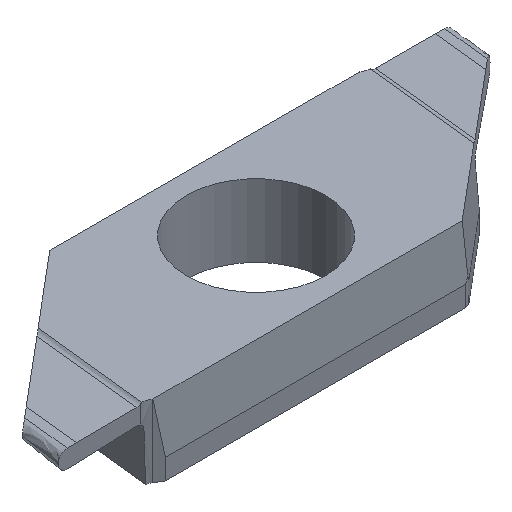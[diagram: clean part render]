
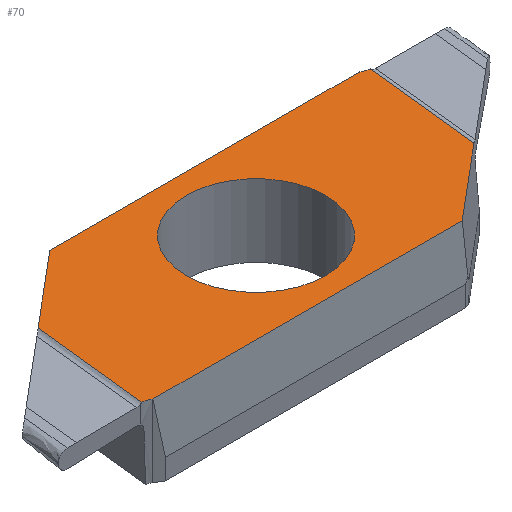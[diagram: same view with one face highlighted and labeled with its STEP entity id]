
A CAD part, isometric view. The second image highlights one B-rep face of the part: STEP entity #70.
In plain terms, the highlighted planar face has unit normal (0, 0, 1).
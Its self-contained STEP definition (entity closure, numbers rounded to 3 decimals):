
#54=FACE_BOUND('',#169,.T.);
#55=FACE_BOUND('',#170,.T.);
#61=CIRCLE('',#836,3.052);
#70=ADVANCED_FACE('',(#54,#55),#108,.T.);
#108=PLANE('',#837);
#169=EDGE_LOOP('',(#236,#237,#238,#239,#240,#241,#242,#243,#244,#245));
#170=EDGE_LOOP('',(#246));
#236=ORIENTED_EDGE('',*,*,#532,.T.);
#237=ORIENTED_EDGE('',*,*,#533,.T.);
#238=ORIENTED_EDGE('',*,*,#534,.T.);
#239=ORIENTED_EDGE('',*,*,#535,.F.);
#240=ORIENTED_EDGE('',*,*,#536,.T.);
#241=ORIENTED_EDGE('',*,*,#537,.T.);
#242=ORIENTED_EDGE('',*,*,#528,.F.);
#243=ORIENTED_EDGE('',*,*,#538,.F.);
#244=ORIENTED_EDGE('',*,*,#539,.F.);
#245=ORIENTED_EDGE('',*,*,#540,.T.);
#246=ORIENTED_EDGE('',*,*,#541,.T.);
#452=VERTEX_POINT('',#1289);
#453=VERTEX_POINT('',#1291);
#454=VERTEX_POINT('',#1298);
#455=VERTEX_POINT('',#1299);
#456=VERTEX_POINT('',#1301);
#457=VERTEX_POINT('',#1303);
#458=VERTEX_POINT('',#1305);
#459=VERTEX_POINT('',#1313);
#460=VERTEX_POINT('',#1316);
#461=VERTEX_POINT('',#1318);
#462=VERTEX_POINT('',#1327);
#528=EDGE_CURVE('',#452,#453,#629,.T.);
#532=EDGE_CURVE('',#454,#455,#633,.T.);
#533=EDGE_CURVE('',#455,#456,#634,.T.);
#534=EDGE_CURVE('',#456,#457,#635,.T.);
#535=EDGE_CURVE('',#458,#457,#636,.T.);
#536=EDGE_CURVE('',#458,#459,#772,.T.);
#537=EDGE_CURVE('',#459,#453,#637,.T.);
#538=EDGE_CURVE('',#460,#452,#638,.T.);
#539=EDGE_CURVE('',#461,#460,#639,.T.);
#540=EDGE_CURVE('',#461,#454,#773,.T.);
#541=EDGE_CURVE('',#462,#462,#61,.T.);
#629=LINE('',#1290,#700);
#633=LINE('',#1297,#704);
#634=LINE('',#1300,#705);
#635=LINE('',#1302,#706);
#636=LINE('',#1304,#707);
#637=LINE('',#1314,#708);
#638=LINE('',#1315,#709);
#639=LINE('',#1317,#710);
#700=VECTOR('',#903,1.);
#704=VECTOR('',#911,1.);
#705=VECTOR('',#912,1.);
#706=VECTOR('',#913,1.);
#707=VECTOR('',#914,1.);
#708=VECTOR('',#915,1.);
#709=VECTOR('',#916,1.);
#710=VECTOR('',#917,1.);
#772=B_SPLINE_CURVE_WITH_KNOTS('',3,(#1306,#1307,#1308,#1309,#1310,#1311,
#1312),.UNSPECIFIED.,.F.,.F.,(4,3,4),(0.,0.581,1.),
 .UNSPECIFIED.);
#773=B_SPLINE_CURVE_WITH_KNOTS('',3,(#1319,#1320,#1321,#1322,#1323,#1324,
#1325),.UNSPECIFIED.,.F.,.F.,(4,3,4),(0.,0.581,1.),
 .UNSPECIFIED.);
#836=AXIS2_PLACEMENT_3D('',#1326,#918,#919);
#837=AXIS2_PLACEMENT_3D('',#1328,#920,#921);
#903=DIRECTION('',(1.,0.,0.));
#911=DIRECTION('',(0.866,-0.5,0.));
#912=DIRECTION('',(1.,0.,0.));
#913=DIRECTION('',(0.766,0.643,0.));
#914=DIRECTION('',(-0.105,-0.995,0.));
#915=DIRECTION('',(-0.866,0.5,0.));
#916=DIRECTION('',(0.766,0.643,0.));
#917=DIRECTION('',(0.105,0.995,0.));
#918=DIRECTION('',(0.,0.,-1.));
#919=DIRECTION('',(0.,-1.,0.));
#920=DIRECTION('',(0.,0.,1.));
#921=DIRECTION('',(0.,-1.,0.));
#1289=CARTESIAN_POINT('',(-5.094,3.95,0.));
#1290=CARTESIAN_POINT('',(-12.8,3.95,0.));
#1291=CARTESIAN_POINT('',(8.468,3.95,0.));
#1297=CARTESIAN_POINT('',(4.068,-11.183,0.));
#1298=CARTESIAN_POINT('',(-8.493,-3.936,0.));
#1299=CARTESIAN_POINT('',(-8.468,-3.95,0.));
#1300=CARTESIAN_POINT('',(-12.8,-3.95,0.));
#1301=CARTESIAN_POINT('',(5.094,-3.95,0.));
#1302=CARTESIAN_POINT('',(-5.407,-12.761,0.));
#1303=CARTESIAN_POINT('',(8.298,-1.261,0.));
#1304=CARTESIAN_POINT('',(10.926,23.737,0.));
#1305=CARTESIAN_POINT('',(8.833,3.829,0.));
#1306=CARTESIAN_POINT('',(8.833,3.829,0.));
#1307=CARTESIAN_POINT('',(8.764,3.835,0.));
#1308=CARTESIAN_POINT('',(8.695,3.85,0.));
#1309=CARTESIAN_POINT('',(8.63,3.873,0.));
#1310=CARTESIAN_POINT('',(8.582,3.889,0.));
#1311=CARTESIAN_POINT('',(8.536,3.911,0.));
#1312=CARTESIAN_POINT('',(8.493,3.936,0.));
#1313=CARTESIAN_POINT('',(8.493,3.936,0.));
#1314=CARTESIAN_POINT('',(-4.068,11.183,0.));
#1315=CARTESIAN_POINT('',(5.407,12.761,0.));
#1316=CARTESIAN_POINT('',(-8.298,1.261,0.));
#1317=CARTESIAN_POINT('',(-10.926,-23.737,0.));
#1318=CARTESIAN_POINT('',(-8.833,-3.829,0.));
#1319=CARTESIAN_POINT('',(-8.833,-3.829,0.));
#1320=CARTESIAN_POINT('',(-8.764,-3.835,0.));
#1321=CARTESIAN_POINT('',(-8.695,-3.85,0.));
#1322=CARTESIAN_POINT('',(-8.63,-3.873,0.));
#1323=CARTESIAN_POINT('',(-8.582,-3.889,0.));
#1324=CARTESIAN_POINT('',(-8.536,-3.911,0.));
#1325=CARTESIAN_POINT('',(-8.493,-3.936,0.));
#1326=CARTESIAN_POINT('',(0.,0.,0.));
#1327=CARTESIAN_POINT('',(0.,-3.052,0.));
#1328=CARTESIAN_POINT('',(-12.8,-3.95,0.));
